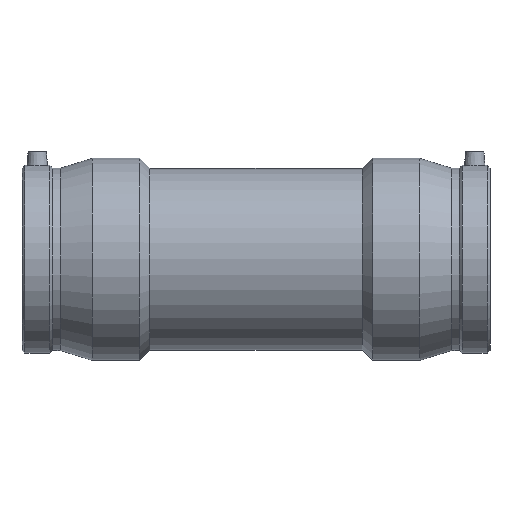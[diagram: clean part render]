
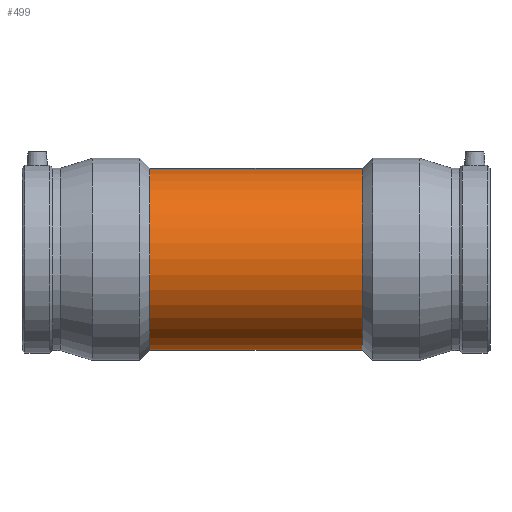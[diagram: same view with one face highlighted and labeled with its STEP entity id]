
A CAD part, top view. The second image highlights one B-rep face of the part: STEP entity #499.
In plain terms, the highlighted cylindrical face has radius 74.25 mm (diameter 148.5 mm), a full revolution.
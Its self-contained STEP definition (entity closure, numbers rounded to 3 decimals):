
#30=B_SPLINE_CURVE_WITH_KNOTS('',3,(#865,#866,#867,#868,#869,#870,#871,
#872,#873,#874,#875,#876,#877,#878,#879,#880,#881,#882,#883,#884,#885,#886,
#887,#888,#889,#890,#891,#892,#893,#894,#895,#896,#897,#898,#899,#900,#901,
#902,#903,#904,#905,#906,#907,#908,#909,#910,#911,#912,#913,#914,#915,#916,
#917,#918,#919,#920,#921,#922,#923,#924,#925,#926,#927,#928,#929,#930),
 .UNSPECIFIED.,.T.,.F.,(4,2,2,2,2,2,2,2,2,2,2,2,2,2,2,2,2,2,2,2,2,2,2,2,
2,2,2,2,2,2,2,2,4),(0.,1.411,2.822,4.233,
5.644,6.968,8.291,9.614,10.937,
12.26,13.584,14.907,16.23,17.641,
19.052,20.463,21.874,23.285,24.696,
26.108,27.519,28.842,30.165,31.488,
32.811,34.135,35.458,36.781,38.104,
39.515,40.926,42.337,43.749),
 .UNSPECIFIED.);
#69=FACE_BOUND('',#187,.T.);
#70=FACE_BOUND('',#188,.T.);
#117=FACE_OUTER_BOUND('',#186,.T.);
#186=EDGE_LOOP('',(#412));
#187=EDGE_LOOP('',(#413));
#188=EDGE_LOOP('',(#414));
#251=CIRCLE('',#568,74.25);
#252=CIRCLE('',#570,74.25);
#276=VERTEX_POINT('',#864);
#297=VERTEX_POINT('',#1058);
#298=VERTEX_POINT('',#1061);
#322=EDGE_CURVE('',#276,#276,#30,.T.);
#343=EDGE_CURVE('',#297,#297,#251,.T.);
#344=EDGE_CURVE('',#298,#298,#252,.T.);
#412=ORIENTED_EDGE('',*,*,#343,.T.);
#413=ORIENTED_EDGE('',*,*,#322,.T.);
#414=ORIENTED_EDGE('',*,*,#344,.F.);
#465=CYLINDRICAL_SURFACE('',#569,74.25);
#499=ADVANCED_FACE('',(#117,#69,#70),#465,.T.);
#568=AXIS2_PLACEMENT_3D('',#1059,#704,#705);
#569=AXIS2_PLACEMENT_3D('',#1060,#706,#707);
#570=AXIS2_PLACEMENT_3D('',#1062,#708,#709);
#704=DIRECTION('center_axis',(1.,0.,0.));
#705=DIRECTION('ref_axis',(0.,0.,-1.));
#706=DIRECTION('center_axis',(1.,0.,0.));
#707=DIRECTION('ref_axis',(0.,1.,0.));
#708=DIRECTION('center_axis',(1.,0.,0.));
#709=DIRECTION('ref_axis',(0.,0.,-1.));
#864=CARTESIAN_POINT('',(0.,-65.625,-34.734));
#865=CARTESIAN_POINT('Ctrl Pts',(0.,-65.625,-34.734));
#866=CARTESIAN_POINT('Ctrl Pts',(4.704,-65.625,-34.734));
#867=CARTESIAN_POINT('Ctrl Pts',(9.172,-65.128,-35.702));
#868=CARTESIAN_POINT('Ctrl Pts',(17.722,-63.338,-38.789));
#869=CARTESIAN_POINT('Ctrl Pts',(21.809,-62.041,-40.893));
#870=CARTESIAN_POINT('Ctrl Pts',(29.623,-58.712,-45.542));
#871=CARTESIAN_POINT('Ctrl Pts',(33.343,-56.679,-48.089));
#872=CARTESIAN_POINT('Ctrl Pts',(40.287,-51.973,-53.14));
#873=CARTESIAN_POINT('Ctrl Pts',(43.51,-49.298,-55.646));
#874=CARTESIAN_POINT('Ctrl Pts',(49.118,-43.69,-60.136));
#875=CARTESIAN_POINT('Ctrl Pts',(51.737,-40.588,-62.301));
#876=CARTESIAN_POINT('Ctrl Pts',(56.46,-33.709,-66.276));
#877=CARTESIAN_POINT('Ctrl Pts',(58.565,-29.932,-68.085));
#878=CARTESIAN_POINT('Ctrl Pts',(62.018,-21.898,-71.077));
#879=CARTESIAN_POINT('Ctrl Pts',(63.369,-17.632,-72.263));
#880=CARTESIAN_POINT('Ctrl Pts',(65.173,-8.888,-73.85));
#881=CARTESIAN_POINT('Ctrl Pts',(65.625,-4.411,-74.25));
#882=CARTESIAN_POINT('Ctrl Pts',(65.625,4.411,-74.25));
#883=CARTESIAN_POINT('Ctrl Pts',(65.173,8.888,-73.85));
#884=CARTESIAN_POINT('Ctrl Pts',(63.369,17.632,-72.263));
#885=CARTESIAN_POINT('Ctrl Pts',(62.018,21.898,-71.077));
#886=CARTESIAN_POINT('Ctrl Pts',(58.565,29.932,-68.085));
#887=CARTESIAN_POINT('Ctrl Pts',(56.46,33.709,-66.276));
#888=CARTESIAN_POINT('Ctrl Pts',(51.737,40.588,-62.301));
#889=CARTESIAN_POINT('Ctrl Pts',(49.118,43.69,-60.136));
#890=CARTESIAN_POINT('Ctrl Pts',(43.51,49.298,-55.646));
#891=CARTESIAN_POINT('Ctrl Pts',(40.287,51.973,-53.14));
#892=CARTESIAN_POINT('Ctrl Pts',(33.343,56.679,-48.089));
#893=CARTESIAN_POINT('Ctrl Pts',(29.623,58.712,-45.542));
#894=CARTESIAN_POINT('Ctrl Pts',(21.809,62.041,-40.893));
#895=CARTESIAN_POINT('Ctrl Pts',(17.722,63.338,-38.789));
#896=CARTESIAN_POINT('Ctrl Pts',(9.172,65.128,-35.702));
#897=CARTESIAN_POINT('Ctrl Pts',(4.704,65.625,-34.734));
#898=CARTESIAN_POINT('Ctrl Pts',(-4.704,65.625,-34.734));
#899=CARTESIAN_POINT('Ctrl Pts',(-9.172,65.128,-35.702));
#900=CARTESIAN_POINT('Ctrl Pts',(-17.722,63.338,-38.789));
#901=CARTESIAN_POINT('Ctrl Pts',(-21.809,62.041,-40.893));
#902=CARTESIAN_POINT('Ctrl Pts',(-29.623,58.712,-45.542));
#903=CARTESIAN_POINT('Ctrl Pts',(-33.343,56.679,-48.089));
#904=CARTESIAN_POINT('Ctrl Pts',(-40.287,51.973,-53.14));
#905=CARTESIAN_POINT('Ctrl Pts',(-43.51,49.298,-55.646));
#906=CARTESIAN_POINT('Ctrl Pts',(-49.118,43.69,-60.136));
#907=CARTESIAN_POINT('Ctrl Pts',(-51.737,40.588,-62.301));
#908=CARTESIAN_POINT('Ctrl Pts',(-56.46,33.709,-66.276));
#909=CARTESIAN_POINT('Ctrl Pts',(-58.565,29.932,-68.085));
#910=CARTESIAN_POINT('Ctrl Pts',(-62.018,21.898,-71.077));
#911=CARTESIAN_POINT('Ctrl Pts',(-63.369,17.632,-72.263));
#912=CARTESIAN_POINT('Ctrl Pts',(-65.173,8.888,-73.85));
#913=CARTESIAN_POINT('Ctrl Pts',(-65.625,4.411,-74.25));
#914=CARTESIAN_POINT('Ctrl Pts',(-65.625,-4.411,-74.25));
#915=CARTESIAN_POINT('Ctrl Pts',(-65.173,-8.888,-73.85));
#916=CARTESIAN_POINT('Ctrl Pts',(-63.369,-17.632,-72.263));
#917=CARTESIAN_POINT('Ctrl Pts',(-62.018,-21.898,-71.077));
#918=CARTESIAN_POINT('Ctrl Pts',(-58.565,-29.932,-68.085));
#919=CARTESIAN_POINT('Ctrl Pts',(-56.46,-33.709,-66.276));
#920=CARTESIAN_POINT('Ctrl Pts',(-51.737,-40.588,-62.301));
#921=CARTESIAN_POINT('Ctrl Pts',(-49.118,-43.69,-60.136));
#922=CARTESIAN_POINT('Ctrl Pts',(-43.51,-49.298,-55.646));
#923=CARTESIAN_POINT('Ctrl Pts',(-40.287,-51.973,-53.14));
#924=CARTESIAN_POINT('Ctrl Pts',(-33.343,-56.679,-48.089));
#925=CARTESIAN_POINT('Ctrl Pts',(-29.623,-58.712,-45.542));
#926=CARTESIAN_POINT('Ctrl Pts',(-21.809,-62.041,-40.893));
#927=CARTESIAN_POINT('Ctrl Pts',(-17.722,-63.338,-38.789));
#928=CARTESIAN_POINT('Ctrl Pts',(-9.172,-65.128,-35.702));
#929=CARTESIAN_POINT('Ctrl Pts',(-4.704,-65.625,-34.734));
#930=CARTESIAN_POINT('Ctrl Pts',(0.,-65.625,-34.734));
#1058=CARTESIAN_POINT('',(-86.905,74.25,0.));
#1059=CARTESIAN_POINT('Origin',(-86.905,0.,0.));
#1060=CARTESIAN_POINT('Origin',(0.,0.,0.));
#1061=CARTESIAN_POINT('',(86.905,74.25,0.));
#1062=CARTESIAN_POINT('Origin',(86.905,0.,0.));
